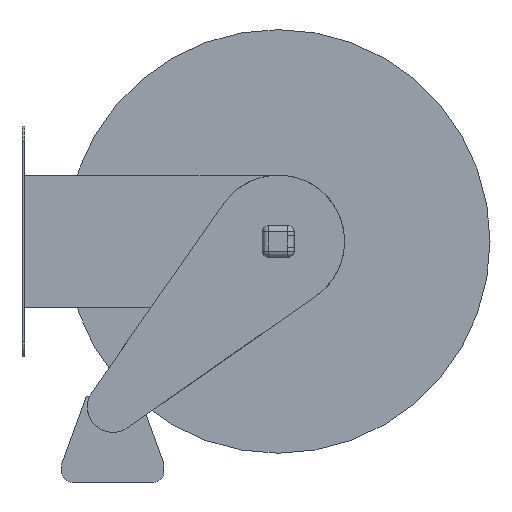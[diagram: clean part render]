
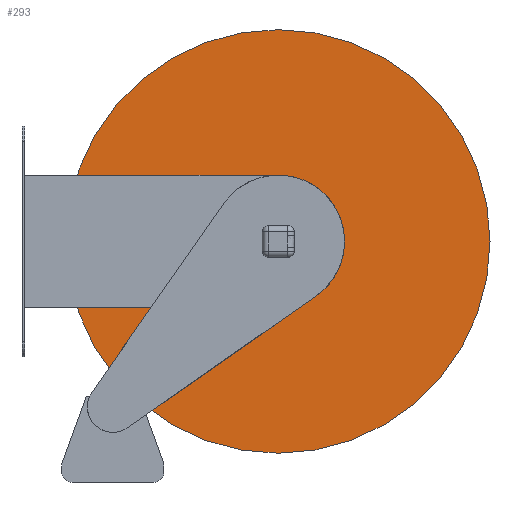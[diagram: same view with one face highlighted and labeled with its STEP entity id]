
A CAD part, left-side view. The second image highlights one B-rep face of the part: STEP entity #293.
In plain terms, the highlighted planar face has unit normal (-1, 0, 0).
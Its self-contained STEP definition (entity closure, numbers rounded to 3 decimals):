
#293 = ADVANCED_FACE( '', ( #629, #630 ), #631, .T. );
#629 = FACE_BOUND( '', #1364, .T. );
#630 = FACE_OUTER_BOUND( '', #1365, .T. );
#631 = PLANE( '', #1366 );
#1364 = EDGE_LOOP( '', ( #2479 ) );
#1365 = EDGE_LOOP( '', ( #2480 ) );
#1366 = AXIS2_PLACEMENT_3D( '', #2481, #2482, #2483 );
#2479 = ORIENTED_EDGE( '', *, *, #2973, .F. );
#2480 = ORIENTED_EDGE( '', *, *, #3101, .T. );
#2481 = CARTESIAN_POINT( '', ( -57.5, 0., 0. ) );
#2482 = DIRECTION( '', ( -1., 0., 0. ) );
#2483 = DIRECTION( '', ( 0., -1., 0. ) );
#2973 = EDGE_CURVE( '', #3447, #3447, #3448, .T. );
#3101 = EDGE_CURVE( '', #3623, #3623, #3624, .T. );
#3447 = VERTEX_POINT( '', #4120 );
#3448 = CIRCLE( '', #4121, 35. );
#3623 = VERTEX_POINT( '', #4417 );
#3624 = CIRCLE( '', #4418, 207.5 );
#4120 = CARTESIAN_POINT( '', ( -57.5, -35., 0. ) );
#4121 = AXIS2_PLACEMENT_3D( '', #4808, #4809, #4810 );
#4417 = CARTESIAN_POINT( '', ( -57.5, 207.5, 0. ) );
#4418 = AXIS2_PLACEMENT_3D( '', #4962, #4963, #4964 );
#4808 = CARTESIAN_POINT( '', ( -57.5, 0., 0. ) );
#4809 = DIRECTION( '', ( -1., 0., 0. ) );
#4810 = DIRECTION( '', ( 0., -1., 0. ) );
#4962 = CARTESIAN_POINT( '', ( -57.5, 0., 0. ) );
#4963 = DIRECTION( '', ( -1., 0., 0. ) );
#4964 = DIRECTION( '', ( 0., 1., 0. ) );
